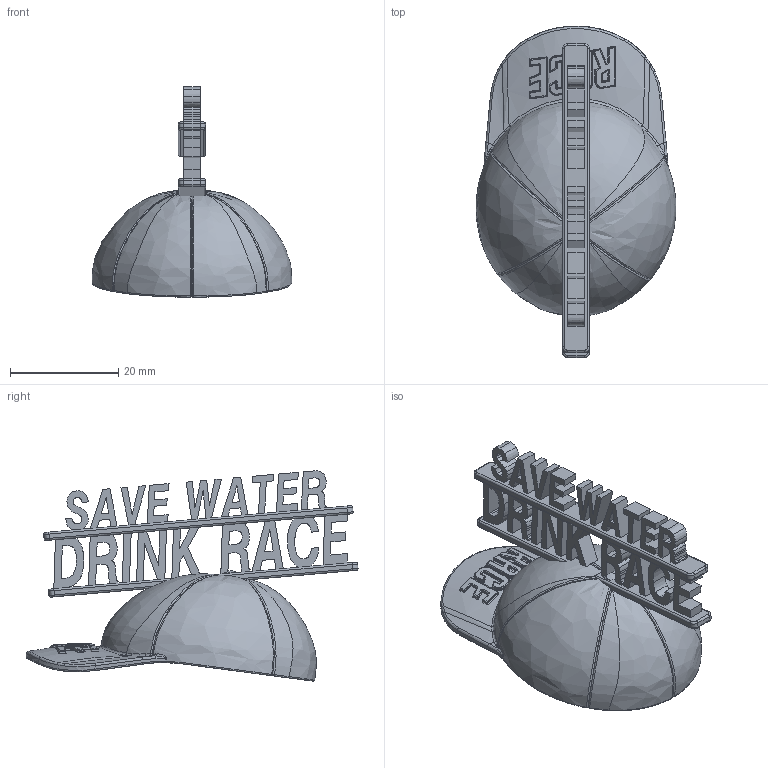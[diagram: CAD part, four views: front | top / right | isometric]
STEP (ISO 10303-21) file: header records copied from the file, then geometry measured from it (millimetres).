
FILE_DESCRIPTION((''),'2;1');
FILE_NAME('KAPPE_17','2020-01-13T',('tmatzinger'),(''),'PRO/ENGINEER BY PARAMETRIC TECHNOLOGY CORPORATION, 2016240','PRO/ENGINEER BY PARAMETRIC TECHNOLOGY CORPORATION, 2016240','');
FILE_SCHEMA(('AUTOMOTIVE_DESIGN { 1 0 10303 214 1 1 1 1 }'));
Products named in the file (1): KAPPE_17
Bounding box: 36.94 x 61.37 x 38.88 mm (x, y, z)
Volume: 7841.3 mm3; surface area: 10614 mm2
Topology: 1 solids, 2 shells, 860 faces, 2198 edges, 1341 vertices
Faces by surface type: bspline 371, plane 247, extrusion 102, cylinder 85, sphere 27, torus 26, cone 2
Entity records: 56928 total; most frequent: CARTESIAN_POINT 32536, ORIENTED_EDGE 4384, DIRECTION 2351, PRESENTATION_STYLE_ASSIGNMENT 2193, STYLED_ITEM 2193, CURVE_STYLE 2192, EDGE_CURVE 2192, VERTEX_POINT 1341
